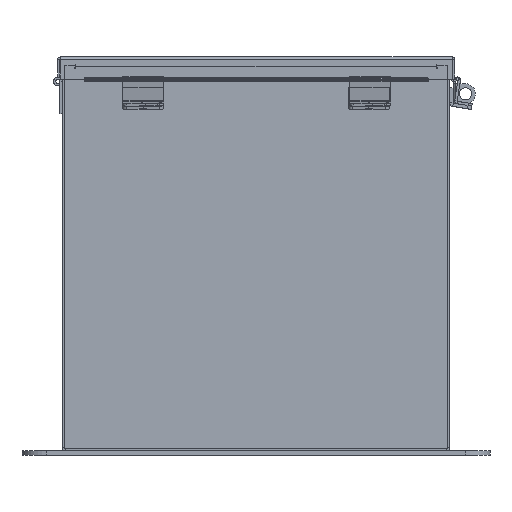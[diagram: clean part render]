
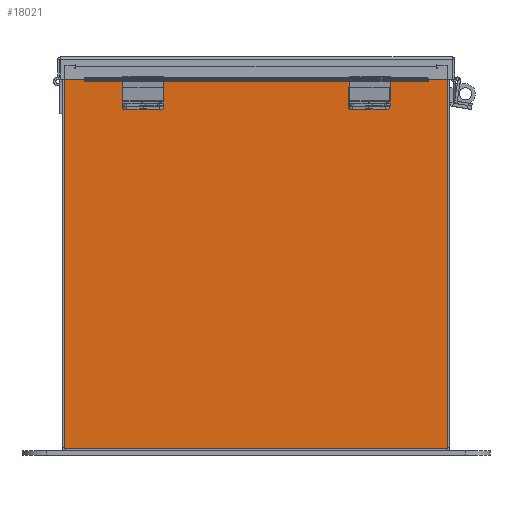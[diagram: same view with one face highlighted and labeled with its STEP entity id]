
A CAD part, front view. The second image highlights one B-rep face of the part: STEP entity #18021.
In plain terms, the highlighted face is planar.
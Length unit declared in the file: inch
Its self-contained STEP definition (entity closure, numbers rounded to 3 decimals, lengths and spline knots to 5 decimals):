
#176 = CARTESIAN_POINT ( 'NONE',  ( -5.9253, 0., 5.9253 ) ) ;
#288 = ORIENTED_EDGE ( 'NONE', *, *, #28751, .T. ) ;
#614 = VECTOR ( 'NONE', #7603, 39.37008 ) ;
#816 = CARTESIAN_POINT ( 'NONE',  ( 5.61965, 0., 0. ) ) ;
#1143 = CARTESIAN_POINT ( 'NONE',  ( 0., 0., 0. ) ) ;
#1465 = DIRECTION ( 'NONE',  ( 1., 0., 0. ) ) ;
#1489 = LINE ( 'NONE', #35815, #614 ) ;
#2009 = DIRECTION ( 'NONE',  ( 0., 1., 0. ) ) ;
#2010 = CARTESIAN_POINT ( 'NONE',  ( 5.9253, 0., -5.9253 ) ) ;
#2150 = EDGE_CURVE ( 'NONE', #5933, #5963, #26178, .T. ) ;
#2468 = CARTESIAN_POINT ( 'NONE',  ( -5.9253, 0., 5.9253 ) ) ;
#3146 = EDGE_CURVE ( 'NONE', #11250, #21373, #28748, .T. ) ;
#3227 = VERTEX_POINT ( 'NONE', #16507 ) ;
#3904 = LINE ( 'NONE', #19356, #33102 ) ;
#4028 = DIRECTION ( 'NONE',  ( 0., 0., -1. ) ) ;
#4296 = EDGE_CURVE ( 'NONE', #3227, #8053, #13191, .T. ) ;
#4365 = VECTOR ( 'NONE', #22819, 39.37008 ) ;
#4449 = VERTEX_POINT ( 'NONE', #33388 ) ;
#4502 = DIRECTION ( 'NONE',  ( 0., 0., -1. ) ) ;
#5026 = CARTESIAN_POINT ( 'NONE',  ( 5.61965, 0., 5.9253 ) ) ;
#5273 = ORIENTED_EDGE ( 'NONE', *, *, #31587, .F. ) ;
#5579 = CARTESIAN_POINT ( 'NONE',  ( 5.5823, 0., 0. ) ) ;
#5933 = VERTEX_POINT ( 'NONE', #28207 ) ;
#5963 = VERTEX_POINT ( 'NONE', #34041 ) ;
#6892 = EDGE_CURVE ( 'NONE', #21373, #5963, #13080, .T. ) ;
#7603 = DIRECTION ( 'NONE',  ( -1., 0., 0. ) ) ;
#8053 = VERTEX_POINT ( 'NONE', #19616 ) ;
#8143 = DIRECTION ( 'NONE',  ( 0., 0., -1. ) ) ;
#8193 = DIRECTION ( 'NONE',  ( 1., 0., 0. ) ) ;
#10854 = VECTOR ( 'NONE', #33888, 39.37008 ) ;
#11250 = VERTEX_POINT ( 'NONE', #17505 ) ;
#11742 = LINE ( 'NONE', #5579, #10854 ) ;
#12109 = ORIENTED_EDGE ( 'NONE', *, *, #30419, .F. ) ;
#12260 = CARTESIAN_POINT ( 'NONE',  ( 5.60098, 0., 5.87495 ) ) ;
#13080 = LINE ( 'NONE', #22683, #34795 ) ;
#13191 = LINE ( 'NONE', #32522, #19817 ) ;
#14367 = VERTEX_POINT ( 'NONE', #25046 ) ;
#14688 = LINE ( 'NONE', #27115, #36366 ) ;
#15121 = DIRECTION ( 'NONE',  ( 0., 0., -1. ) ) ;
#15348 = ORIENTED_EDGE ( 'NONE', *, *, #2150, .T. ) ;
#15615 = EDGE_CURVE ( 'NONE', #25291, #5933, #19389, .T. ) ;
#16181 = FACE_OUTER_BOUND ( 'NONE', #16434, .T. ) ;
#16434 = EDGE_LOOP ( 'NONE', ( #32541, #22755, #12109, #35534, #5273, #27479, #30725, #36119, #288, #27272, #17778, #15348 ) ) ;
#16507 = CARTESIAN_POINT ( 'NONE',  ( -5.5823, 0., 5.9123 ) ) ;
#17505 = CARTESIAN_POINT ( 'NONE',  ( -5.5823, 0., 5.87495 ) ) ;
#17778 = ORIENTED_EDGE ( 'NONE', *, *, #15615, .T. ) ;
#17986 = PLANE ( 'NONE',  #31296 ) ;
#18021 = ADVANCED_FACE ( 'NONE', ( #16181 ), #17986, .F. ) ;
#18642 = VECTOR ( 'NONE', #8193, 39.37008 ) ;
#18962 = CARTESIAN_POINT ( 'NONE',  ( -5.60097, 0., 5.87495 ) ) ;
#19356 = CARTESIAN_POINT ( 'NONE',  ( -5.5823, 0., 0. ) ) ;
#19389 = LINE ( 'NONE', #176, #4365 ) ;
#19616 = CARTESIAN_POINT ( 'NONE',  ( 5.5823, 0., 5.9123 ) ) ;
#19817 = VECTOR ( 'NONE', #1465, 39.37008 ) ;
#19819 = DIRECTION ( 'NONE',  ( 0., 0., 1. ) ) ;
#20610 = DIRECTION ( 'NONE',  ( 0., 0., -1. ) ) ;
#20751 = AXIS2_PLACEMENT_3D ( 'NONE', #12260, #32036, #15121 ) ;
#20944 = LINE ( 'NONE', #816, #29336 ) ;
#20957 = DIRECTION ( 'NONE',  ( 0., -1., 0. ) ) ;
#21373 = VERTEX_POINT ( 'NONE', #33206 ) ;
#21741 = CARTESIAN_POINT ( 'NONE',  ( -5.9253, 0., -5.9253 ) ) ;
#21835 = DIRECTION ( 'NONE',  ( 0., 0., -1. ) ) ;
#21946 = EDGE_CURVE ( 'NONE', #23169, #14367, #33367, .T. ) ;
#22172 = EDGE_CURVE ( 'NONE', #4449, #27354, #32900, .T. ) ;
#22538 = DIRECTION ( 'NONE',  ( 1., 0., 0. ) ) ;
#22683 = CARTESIAN_POINT ( 'NONE',  ( -5.61965, 0., 0. ) ) ;
#22755 = ORIENTED_EDGE ( 'NONE', *, *, #3146, .F. ) ;
#22787 = AXIS2_PLACEMENT_3D ( 'NONE', #18962, #2009, #21835 ) ;
#22819 = DIRECTION ( 'NONE',  ( 0., 0., 1. ) ) ;
#23119 = VERTEX_POINT ( 'NONE', #2010 ) ;
#23169 = VERTEX_POINT ( 'NONE', #5026 ) ;
#25046 = CARTESIAN_POINT ( 'NONE',  ( 5.9253, 0., 5.9253 ) ) ;
#25291 = VERTEX_POINT ( 'NONE', #21741 ) ;
#25845 = VECTOR ( 'NONE', #22538, 39.37008 ) ;
#26178 = LINE ( 'NONE', #2468, #18642 ) ;
#26899 = EDGE_CURVE ( 'NONE', #23119, #25291, #1489, .T. ) ;
#27115 = CARTESIAN_POINT ( 'NONE',  ( 5.9253, 0., 5.9253 ) ) ;
#27272 = ORIENTED_EDGE ( 'NONE', *, *, #26899, .T. ) ;
#27354 = VERTEX_POINT ( 'NONE', #32165 ) ;
#27479 = ORIENTED_EDGE ( 'NONE', *, *, #22172, .F. ) ;
#28207 = CARTESIAN_POINT ( 'NONE',  ( -5.9253, 0., 5.9253 ) ) ;
#28748 = CIRCLE ( 'NONE', #22787, 0.01868 ) ;
#28751 = EDGE_CURVE ( 'NONE', #14367, #23119, #14688, .T. ) ;
#29336 = VECTOR ( 'NONE', #20610, 39.37008 ) ;
#30419 = EDGE_CURVE ( 'NONE', #3227, #11250, #3904, .T. ) ;
#30725 = ORIENTED_EDGE ( 'NONE', *, *, #32498, .F. ) ;
#31296 = AXIS2_PLACEMENT_3D ( 'NONE', #1143, #20957, #4028 ) ;
#31587 = EDGE_CURVE ( 'NONE', #27354, #8053, #11742, .T. ) ;
#32036 = DIRECTION ( 'NONE',  ( 0., 1., 0. ) ) ;
#32165 = CARTESIAN_POINT ( 'NONE',  ( 5.5823, 0., 5.87495 ) ) ;
#32498 = EDGE_CURVE ( 'NONE', #23169, #4449, #20944, .T. ) ;
#32522 = CARTESIAN_POINT ( 'NONE',  ( -5.5823, 0., 5.9123 ) ) ;
#32541 = ORIENTED_EDGE ( 'NONE', *, *, #6892, .F. ) ;
#32900 = CIRCLE ( 'NONE', #20751, 0.01868 ) ;
#33102 = VECTOR ( 'NONE', #8143, 39.37008 ) ;
#33206 = CARTESIAN_POINT ( 'NONE',  ( -5.61965, 0., 5.87495 ) ) ;
#33367 = LINE ( 'NONE', #36679, #25845 ) ;
#33388 = CARTESIAN_POINT ( 'NONE',  ( 5.61965, 0., 5.87495 ) ) ;
#33888 = DIRECTION ( 'NONE',  ( 0., 0., 1. ) ) ;
#34041 = CARTESIAN_POINT ( 'NONE',  ( -5.61965, 0., 5.9253 ) ) ;
#34795 = VECTOR ( 'NONE', #19819, 39.37008 ) ;
#35534 = ORIENTED_EDGE ( 'NONE', *, *, #4296, .T. ) ;
#35815 = CARTESIAN_POINT ( 'NONE',  ( -5.9253, 0., -5.9253 ) ) ;
#36119 = ORIENTED_EDGE ( 'NONE', *, *, #21946, .T. ) ;
#36366 = VECTOR ( 'NONE', #4502, 39.37008 ) ;
#36679 = CARTESIAN_POINT ( 'NONE',  ( -5.9253, 0., 5.9253 ) ) ;
